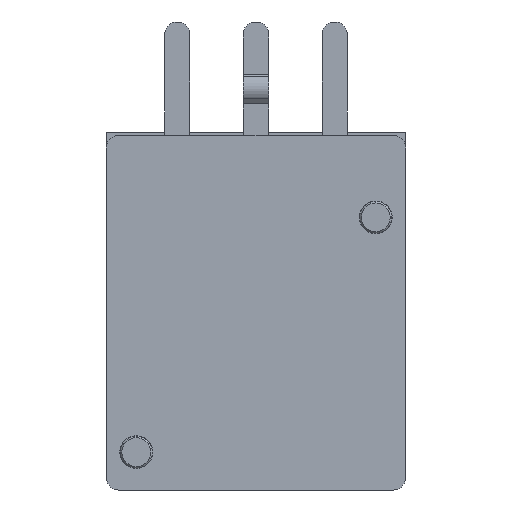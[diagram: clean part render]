
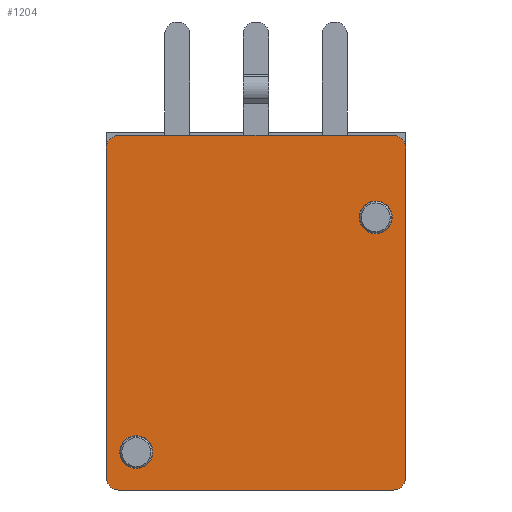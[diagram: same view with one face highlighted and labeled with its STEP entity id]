
A CAD part, front view. The second image highlights one B-rep face of the part: STEP entity #1204.
In plain terms, the highlighted planar face has unit normal (0, -1, 0).
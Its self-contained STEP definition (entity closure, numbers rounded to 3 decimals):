
#829=CARTESIAN_POINT('',(-3.8,0.,-3.65));
#830=DIRECTION('',(0.,1.,0.));
#831=DIRECTION('',(1.,0.,0.));
#832=AXIS2_PLACEMENT_3D('',#829,#830,#831);
#834=CARTESIAN_POINT('',(-3.8,0.,-3.65));
#835=DIRECTION('',(0.,1.,0.));
#836=DIRECTION('',(-1.,0.,0.));
#837=AXIS2_PLACEMENT_3D('',#834,#835,#836);
#839=CARTESIAN_POINT('',(3.8,0.,3.8));
#840=DIRECTION('',(0.,1.,0.));
#841=DIRECTION('',(1.,0.,0.));
#842=AXIS2_PLACEMENT_3D('',#839,#840,#841);
#844=CARTESIAN_POINT('',(3.8,0.,3.8));
#845=DIRECTION('',(0.,1.,0.));
#846=DIRECTION('',(-1.,0.,0.));
#847=AXIS2_PLACEMENT_3D('',#844,#845,#846);
#849=CARTESIAN_POINT('',(4.35,0.,6.));
#850=DIRECTION('',(0.,-1.,0.));
#851=DIRECTION('',(1.,0.,0.));
#852=AXIS2_PLACEMENT_3D('',#849,#850,#851);
#854=DIRECTION('',(0.,0.,-1.));
#855=VECTOR('',#854,10.45);
#856=CARTESIAN_POINT('',(4.75,0.,6.));
#857=LINE('',#856,#855);
#858=CARTESIAN_POINT('',(4.35,0.,-4.45));
#859=DIRECTION('',(0.,-1.,0.));
#860=DIRECTION('',(0.,0.,-1.));
#861=AXIS2_PLACEMENT_3D('',#858,#859,#860);
#863=DIRECTION('',(-1.,0.,0.));
#864=VECTOR('',#863,8.7);
#865=CARTESIAN_POINT('',(4.35,0.,-4.85));
#866=LINE('',#865,#864);
#867=CARTESIAN_POINT('',(-4.35,0.,-4.45));
#868=DIRECTION('',(0.,-1.,0.));
#869=DIRECTION('',(-1.,0.,0.));
#870=AXIS2_PLACEMENT_3D('',#867,#868,#869);
#872=DIRECTION('',(0.,0.,1.));
#873=VECTOR('',#872,10.45);
#874=CARTESIAN_POINT('',(-4.75,0.,-4.45));
#875=LINE('',#874,#873);
#876=CARTESIAN_POINT('',(-4.35,0.,6.));
#877=DIRECTION('',(0.,-1.,0.));
#878=DIRECTION('',(0.,0.,1.));
#879=AXIS2_PLACEMENT_3D('',#876,#877,#878);
#881=DIRECTION('',(1.,0.,0.));
#882=VECTOR('',#881,8.7);
#883=CARTESIAN_POINT('',(-4.35,0.,6.4));
#884=LINE('',#883,#882);
#1097=CARTESIAN_POINT('',(-3.28,0.,-3.65));
#1098=VERTEX_POINT('',#1097);
#1099=CARTESIAN_POINT('',(-4.32,0.,-3.65));
#1100=VERTEX_POINT('',#1099);
#1101=CARTESIAN_POINT('',(4.32,0.,3.8));
#1102=VERTEX_POINT('',#1101);
#1103=CARTESIAN_POINT('',(3.28,0.,3.8));
#1104=VERTEX_POINT('',#1103);
#1129=CARTESIAN_POINT('',(4.75,0.,6.));
#1130=CARTESIAN_POINT('',(4.35,0.,6.4));
#1131=VERTEX_POINT('',#1129);
#1132=VERTEX_POINT('',#1130);
#1137=CARTESIAN_POINT('',(-4.35,0.,6.4));
#1138=CARTESIAN_POINT('',(-4.75,0.,6.));
#1139=VERTEX_POINT('',#1137);
#1140=VERTEX_POINT('',#1138);
#1145=CARTESIAN_POINT('',(-4.75,0.,-4.45));
#1146=CARTESIAN_POINT('',(-4.35,0.,-4.85));
#1147=VERTEX_POINT('',#1145);
#1148=VERTEX_POINT('',#1146);
#1153=CARTESIAN_POINT('',(4.35,0.,-4.85));
#1154=CARTESIAN_POINT('',(4.75,0.,-4.45));
#1155=VERTEX_POINT('',#1153);
#1156=VERTEX_POINT('',#1154);
#1169=CARTESIAN_POINT('',(0.,0.,0.));
#1170=DIRECTION('',(0.,1.,0.));
#1171=DIRECTION('',(1.,0.,0.));
#1172=AXIS2_PLACEMENT_3D('',#1169,#1170,#1171);
#1173=PLANE('',#1172);
#1175=ORIENTED_EDGE('',*,*,#1174,.F.);
#1177=ORIENTED_EDGE('',*,*,#1176,.T.);
#1179=ORIENTED_EDGE('',*,*,#1178,.F.);
#1181=ORIENTED_EDGE('',*,*,#1180,.T.);
#1183=ORIENTED_EDGE('',*,*,#1182,.F.);
#1185=ORIENTED_EDGE('',*,*,#1184,.T.);
#1187=ORIENTED_EDGE('',*,*,#1186,.F.);
#1189=ORIENTED_EDGE('',*,*,#1188,.T.);
#1190=EDGE_LOOP('',(#1175,#1177,#1179,#1181,#1183,#1185,#1187,#1189));
#1191=FACE_OUTER_BOUND('',#1190,.F.);
#1193=ORIENTED_EDGE('',*,*,#1192,.F.);
#1195=ORIENTED_EDGE('',*,*,#1194,.F.);
#1196=EDGE_LOOP('',(#1193,#1195));
#1197=FACE_BOUND('',#1196,.F.);
#1199=ORIENTED_EDGE('',*,*,#1198,.F.);
#1201=ORIENTED_EDGE('',*,*,#1200,.F.);
#1202=EDGE_LOOP('',(#1199,#1201));
#1203=FACE_BOUND('',#1202,.F.);
#1204=ADVANCED_FACE('',(#1191,#1197,#1203),#1173,.F.);
#833=CIRCLE('',#832,0.52);
#838=CIRCLE('',#837,0.52);
#843=CIRCLE('',#842,0.52);
#848=CIRCLE('',#847,0.52);
#853=CIRCLE('',#852,0.4);
#862=CIRCLE('',#861,0.4);
#871=CIRCLE('',#870,0.4);
#880=CIRCLE('',#879,0.4);
#1174=EDGE_CURVE('',#1131,#1132,#853,.T.);
#1176=EDGE_CURVE('',#1131,#1156,#857,.T.);
#1178=EDGE_CURVE('',#1155,#1156,#862,.T.);
#1180=EDGE_CURVE('',#1155,#1148,#866,.T.);
#1182=EDGE_CURVE('',#1147,#1148,#871,.T.);
#1184=EDGE_CURVE('',#1147,#1140,#875,.T.);
#1186=EDGE_CURVE('',#1139,#1140,#880,.T.);
#1188=EDGE_CURVE('',#1139,#1132,#884,.T.);
#1192=EDGE_CURVE('',#1102,#1104,#843,.T.);
#1194=EDGE_CURVE('',#1104,#1102,#848,.T.);
#1198=EDGE_CURVE('',#1098,#1100,#833,.T.);
#1200=EDGE_CURVE('',#1100,#1098,#838,.T.);
